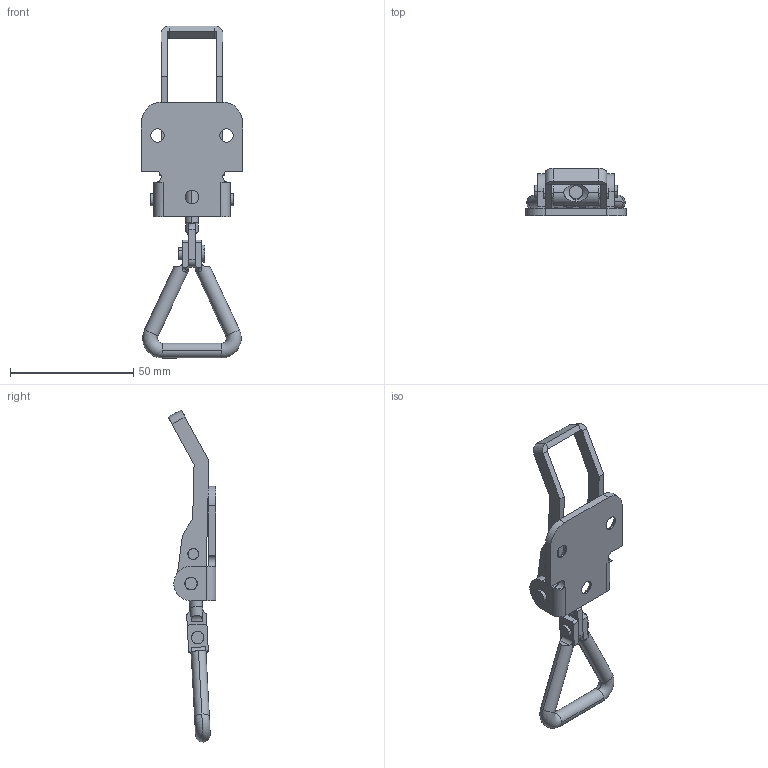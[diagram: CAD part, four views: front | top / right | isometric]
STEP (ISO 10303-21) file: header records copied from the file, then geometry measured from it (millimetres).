
FILE_DESCRIPTION (( 'STEP AP214' ), '1' );
FILE_NAME ('D12223 - 122 G3 ZP Hinged.STEP', '2017-02-16T13:05:33', ( '' ), ( '' ), 'SwSTEP 2.0', 'SolidWorks 2015', '' );
FILE_SCHEMA (( 'AUTOMOTIVE_DESIGN' ));
Length unit declared in the file: millimetre
Products named in the file (8): rulle; skruv; ringnit; ring; nit; bygel; platta; D12223 - 122 G3 ZP Hinged
Assembly tree (8 placements, depth 2):
  D12223 - 122 G3 ZP Hinged
    platta
    bygel
    nit  x2
    ring
    ringnit
    skruv
    rulle
Bounding box: 41 x 19.23 x 134.76 mm (x, y, z)
Volume: 14702.3 mm3; surface area: 13137.7 mm2
Topology: 8 solids, 8 shells, 192 faces, 464 edges, 292 vertices
Faces by surface type: cylinder 80, plane 78, bspline 16, cone 10, torus 8
Entity records: 6702 total; most frequent: CARTESIAN_POINT 2038, DIRECTION 914, ORIENTED_EDGE 904, EDGE_CURVE 452, AXIS2_PLACEMENT_3D 350, VERTEX_POINT 284, EDGE_LOOP 214, LINE 214
